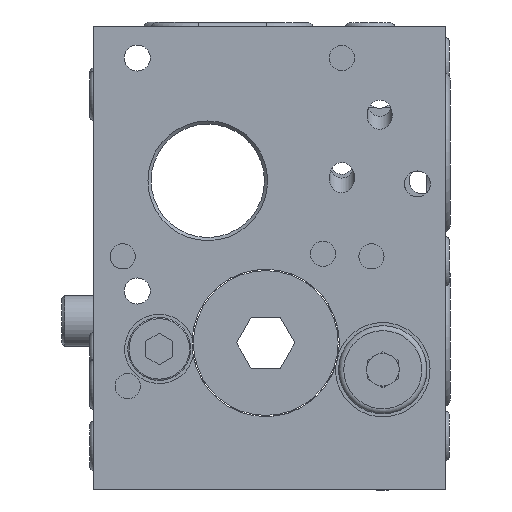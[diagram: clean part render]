
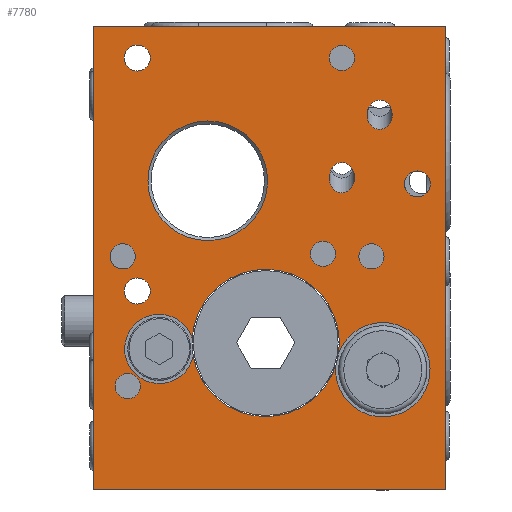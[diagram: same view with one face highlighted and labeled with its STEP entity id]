
A CAD part, front view. The second image highlights one B-rep face of the part: STEP entity #7780.
In plain terms, the highlighted planar face has unit normal (0, -1, 0).
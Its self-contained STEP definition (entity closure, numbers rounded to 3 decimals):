
#422=PLANE('',#9135);
#640=ELLIPSE('',#8919,2.333,2.);
#642=ELLIPSE('',#8922,2.412,2.);
#726=LINE('',#12997,#1208);
#727=LINE('',#13000,#1209);
#728=LINE('',#13002,#1210);
#729=LINE('',#13004,#1211);
#1208=VECTOR('',#10560,1000.);
#1209=VECTOR('',#10561,1000.);
#1210=VECTOR('',#10562,1000.);
#1211=VECTOR('',#10563,1000.);
#1813=CIRCLE('',#8798,2.);
#1856=CIRCLE('',#8867,11.7);
#1858=CIRCLE('',#8869,11.7);
#1865=CIRCLE('',#8879,9.5);
#1878=CIRCLE('',#8903,2.);
#1883=CIRCLE('',#8912,7.5);
#1887=CIRCLE('',#8925,2.);
#1889=CIRCLE('',#8928,2.);
#1891=CIRCLE('',#8931,2.);
#1892=CIRCLE('',#8933,5.5);
#2004=CIRCLE('',#9136,2.067);
#2005=CIRCLE('',#9137,2.067);
#2006=CIRCLE('',#9138,2.067);
#2633=ORIENTED_EDGE('',*,*,#4452,.T.);
#2634=ORIENTED_EDGE('',*,*,#4453,.T.);
#2635=ORIENTED_EDGE('',*,*,#4454,.T.);
#2636=ORIENTED_EDGE('',*,*,#4455,.T.);
#2637=ORIENTED_EDGE('',*,*,#4456,.T.);
#2638=ORIENTED_EDGE('',*,*,#4457,.T.);
#2639=ORIENTED_EDGE('',*,*,#4458,.T.);
#2640=ORIENTED_EDGE('',*,*,#4164,.T.);
#2641=ORIENTED_EDGE('',*,*,#4282,.T.);
#2642=ORIENTED_EDGE('',*,*,#4280,.T.);
#2643=ORIENTED_EDGE('',*,*,#4278,.T.);
#2644=ORIENTED_EDGE('',*,*,#4276,.F.);
#2645=ORIENTED_EDGE('',*,*,#4274,.F.);
#2646=ORIENTED_EDGE('',*,*,#4262,.F.);
#2647=ORIENTED_EDGE('',*,*,#4246,.F.);
#2648=ORIENTED_EDGE('',*,*,#4237,.T.);
#2649=ORIENTED_EDGE('',*,*,#4268,.T.);
#2650=ORIENTED_EDGE('',*,*,#4233,.T.);
#2651=ORIENTED_EDGE('',*,*,#4283,.T.);
#4164=EDGE_CURVE('',#5125,#5125,#1813,.T.);
#4233=EDGE_CURVE('',#5184,#5185,#1856,.T.);
#4237=EDGE_CURVE('',#5189,#5188,#1858,.T.);
#4246=EDGE_CURVE('',#5197,#5197,#1865,.T.);
#4262=EDGE_CURVE('',#5212,#5212,#1878,.T.);
#4268=EDGE_CURVE('',#5188,#5184,#1883,.T.);
#4274=EDGE_CURVE('',#5221,#5221,#640,.T.);
#4276=EDGE_CURVE('',#5223,#5223,#642,.T.);
#4278=EDGE_CURVE('',#5225,#5225,#1887,.T.);
#4280=EDGE_CURVE('',#5227,#5227,#1889,.T.);
#4282=EDGE_CURVE('',#5229,#5229,#1891,.T.);
#4283=EDGE_CURVE('',#5185,#5189,#1892,.T.);
#4452=EDGE_CURVE('',#5375,#5376,#726,.T.);
#4453=EDGE_CURVE('',#5376,#5377,#727,.T.);
#4454=EDGE_CURVE('',#5377,#5378,#728,.T.);
#4455=EDGE_CURVE('',#5378,#5375,#729,.T.);
#4456=EDGE_CURVE('',#5379,#5379,#2004,.T.);
#4457=EDGE_CURVE('',#5380,#5380,#2005,.T.);
#4458=EDGE_CURVE('',#5381,#5381,#2006,.T.);
#5125=VERTEX_POINT('',#12297);
#5184=VERTEX_POINT('',#12463);
#5185=VERTEX_POINT('',#12464);
#5188=VERTEX_POINT('',#12470);
#5189=VERTEX_POINT('',#12472);
#5197=VERTEX_POINT('',#12492);
#5212=VERTEX_POINT('',#12531);
#5221=VERTEX_POINT('',#12570);
#5223=VERTEX_POINT('',#12575);
#5225=VERTEX_POINT('',#12580);
#5227=VERTEX_POINT('',#12585);
#5229=VERTEX_POINT('',#12590);
#5375=VERTEX_POINT('',#12998);
#5376=VERTEX_POINT('',#12999);
#5377=VERTEX_POINT('',#13001);
#5378=VERTEX_POINT('',#13003);
#5379=VERTEX_POINT('',#13006);
#5380=VERTEX_POINT('',#13008);
#5381=VERTEX_POINT('',#13010);
#6140=EDGE_LOOP('',(#2633,#2634,#2635,#2636));
#6141=EDGE_LOOP('',(#2637));
#6142=EDGE_LOOP('',(#2638));
#6143=EDGE_LOOP('',(#2639));
#6144=EDGE_LOOP('',(#2640));
#6145=EDGE_LOOP('',(#2641));
#6146=EDGE_LOOP('',(#2642));
#6147=EDGE_LOOP('',(#2643));
#6148=EDGE_LOOP('',(#2644));
#6149=EDGE_LOOP('',(#2645));
#6150=EDGE_LOOP('',(#2646));
#6151=EDGE_LOOP('',(#2647));
#6152=EDGE_LOOP('',(#2648,#2649,#2650,#2651));
#7003=FACE_BOUND('',#6140,.T.);
#7004=FACE_BOUND('',#6141,.T.);
#7005=FACE_BOUND('',#6142,.T.);
#7006=FACE_BOUND('',#6143,.T.);
#7007=FACE_BOUND('',#6144,.T.);
#7008=FACE_BOUND('',#6145,.T.);
#7009=FACE_BOUND('',#6146,.T.);
#7010=FACE_BOUND('',#6147,.T.);
#7011=FACE_BOUND('',#6148,.T.);
#7012=FACE_BOUND('',#6149,.T.);
#7013=FACE_BOUND('',#6150,.T.);
#7014=FACE_BOUND('',#6151,.T.);
#7015=FACE_BOUND('',#6152,.T.);
#7780=ADVANCED_FACE('',(#7003,#7004,#7005,#7006,#7007,#7008,#7009,#7010,
#7011,#7012,#7013,#7014,#7015),#422,.T.);
#8798=AXIS2_PLACEMENT_3D('',#12296,#9805,#9806);
#8867=AXIS2_PLACEMENT_3D('',#12462,#9966,#9967);
#8869=AXIS2_PLACEMENT_3D('',#12471,#9972,#9973);
#8879=AXIS2_PLACEMENT_3D('',#12491,#9994,#9995);
#8903=AXIS2_PLACEMENT_3D('',#12530,#10042,#10043);
#8912=AXIS2_PLACEMENT_3D('',#12553,#10060,#10061);
#8919=AXIS2_PLACEMENT_3D('',#12569,#10074,#10075);
#8922=AXIS2_PLACEMENT_3D('',#12574,#10080,#10081);
#8925=AXIS2_PLACEMENT_3D('',#12579,#10086,#10087);
#8928=AXIS2_PLACEMENT_3D('',#12584,#10092,#10093);
#8931=AXIS2_PLACEMENT_3D('',#12589,#10098,#10099);
#8933=AXIS2_PLACEMENT_3D('',#12592,#10102,#10103);
#9135=AXIS2_PLACEMENT_3D('',#12996,#10558,#10559);
#9136=AXIS2_PLACEMENT_3D('',#13005,#10564,#10565);
#9137=AXIS2_PLACEMENT_3D('',#13007,#10566,#10567);
#9138=AXIS2_PLACEMENT_3D('',#13009,#10568,#10569);
#9805=DIRECTION('',(0.,1.,0.));
#9806=DIRECTION('',(0.,0.,-1.));
#9966=DIRECTION('',(0.,1.,0.));
#9967=DIRECTION('',(0.,0.,-1.));
#9972=DIRECTION('',(0.,1.,0.));
#9973=DIRECTION('',(0.,0.,-1.));
#9994=DIRECTION('',(0.,-1.,0.));
#9995=DIRECTION('',(0.,0.,-1.));
#10042=DIRECTION('',(0.,-1.,0.));
#10043=DIRECTION('',(0.,0.,-1.));
#10060=DIRECTION('',(0.,1.,0.));
#10061=DIRECTION('',(0.,0.,-1.));
#10074=DIRECTION('',(0.,-1.,0.));
#10075=DIRECTION('',(0.,0.,1.));
#10080=DIRECTION('',(0.,-1.,0.));
#10081=DIRECTION('',(0.,0.,1.));
#10086=DIRECTION('',(0.,1.,0.));
#10087=DIRECTION('',(0.,0.,-1.));
#10092=DIRECTION('',(0.,1.,0.));
#10093=DIRECTION('',(0.,0.,-1.));
#10098=DIRECTION('',(0.,1.,0.));
#10099=DIRECTION('',(0.,0.,-1.));
#10102=DIRECTION('',(0.,1.,0.));
#10103=DIRECTION('',(0.,0.,-1.));
#10558=DIRECTION('',(0.,-1.,0.));
#10559=DIRECTION('',(0.,0.,-1.));
#10560=DIRECTION('',(0.,0.,-1.));
#10561=DIRECTION('',(1.,0.,0.));
#10562=DIRECTION('',(0.,0.,1.));
#10563=DIRECTION('',(-1.,0.,0.));
#10564=DIRECTION('',(0.,1.,0.));
#10565=DIRECTION('',(0.,0.,-1.));
#10566=DIRECTION('',(0.,1.,0.));
#10567=DIRECTION('',(0.,0.,-1.));
#10568=DIRECTION('',(0.,1.,0.));
#10569=DIRECTION('',(0.,0.,-1.));
#12296=CARTESIAN_POINT('',(-23.3,-68.,0.3));
#12297=CARTESIAN_POINT('',(-23.3,-68.,-1.7));
#12462=CARTESIAN_POINT('',(-0.6,-68.,-13.45));
#12463=CARTESIAN_POINT('',(10.527,-68.,-17.067));
#12464=CARTESIAN_POINT('',(-12.115,-68.,-15.52));
#12470=CARTESIAN_POINT('',(10.994,-68.,-15.024));
#12471=CARTESIAN_POINT('',(-0.6,-68.,-13.45));
#12472=CARTESIAN_POINT('',(-12.275,-68.,-12.683));
#12491=CARTESIAN_POINT('',(-9.8,-68.,12.3));
#12492=CARTESIAN_POINT('',(-9.8,-68.,2.8));
#12530=CARTESIAN_POINT('',(16.2,-68.,0.3));
#12531=CARTESIAN_POINT('',(16.2,-68.,-1.7));
#12553=CARTESIAN_POINT('',(18.,-68.,-17.7));
#12569=CARTESIAN_POINT('',(17.5,-68.,22.8));
#12570=CARTESIAN_POINT('',(17.5,-68.,25.133));
#12574=CARTESIAN_POINT('',(11.5,-68.,12.8));
#12575=CARTESIAN_POINT('',(11.5,-68.,15.212));
#12579=CARTESIAN_POINT('',(-22.5,-68.,-20.3));
#12580=CARTESIAN_POINT('',(-22.5,-68.,-22.3));
#12584=CARTESIAN_POINT('',(8.5,-68.,0.7));
#12585=CARTESIAN_POINT('',(8.5,-68.,-1.3));
#12589=CARTESIAN_POINT('',(11.5,-68.,31.8));
#12590=CARTESIAN_POINT('',(11.5,-68.,29.8));
#12592=CARTESIAN_POINT('',(-17.5,-68.,-14.4));
#12996=CARTESIAN_POINT('',(0.,-68.,0.));
#12997=CARTESIAN_POINT('',(-28.,-68.,36.8));
#12998=CARTESIAN_POINT('',(-28.,-68.,36.8));
#12999=CARTESIAN_POINT('',(-28.,-68.,-36.8));
#13000=CARTESIAN_POINT('',(-28.,-68.,-36.8));
#13001=CARTESIAN_POINT('',(28.,-68.,-36.8));
#13002=CARTESIAN_POINT('',(28.,-68.,-36.8));
#13003=CARTESIAN_POINT('',(28.,-68.,36.8));
#13004=CARTESIAN_POINT('',(28.,-68.,36.8));
#13005=CARTESIAN_POINT('',(-21.,-68.,31.8));
#13006=CARTESIAN_POINT('',(-21.,-68.,29.733));
#13007=CARTESIAN_POINT('',(23.5,-68.,11.8));
#13008=CARTESIAN_POINT('',(23.5,-68.,9.733));
#13009=CARTESIAN_POINT('',(-21.,-68.,-5.2));
#13010=CARTESIAN_POINT('',(-21.,-68.,-7.267));
